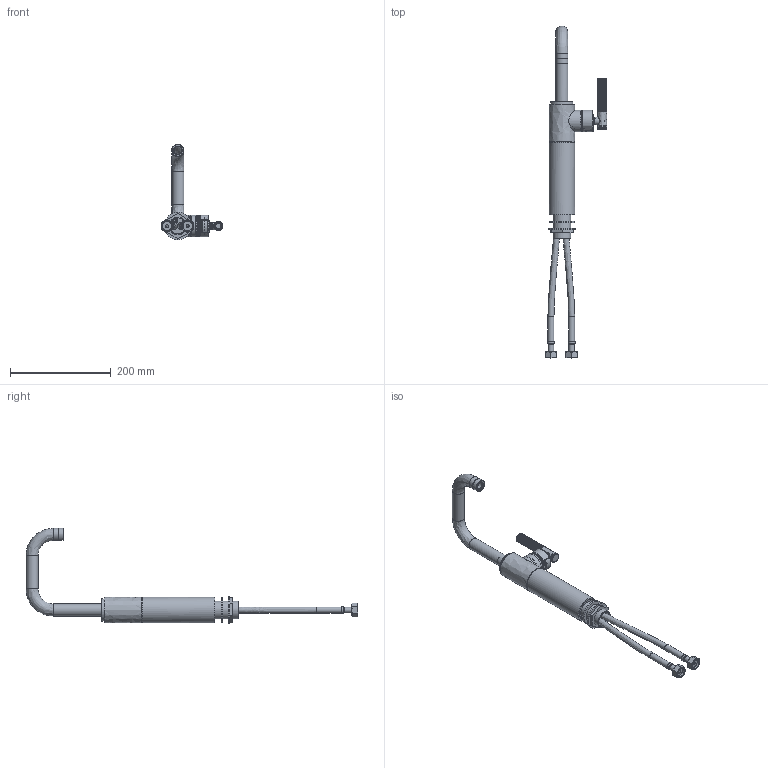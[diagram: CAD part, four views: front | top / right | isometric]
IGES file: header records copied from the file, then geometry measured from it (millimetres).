
Global section: file name: V7KA31SLL-RH; native system: Autodesk Inventor 2020; preprocessor: unknown; author: adaniels; date: 20221129.094249; units: millimetre
Bounding box: 122.41 x 658.18 x 188.99 mm (x, y, z)
Volume: 495484.2 mm3; surface area: 245123.3 mm2
Topology: 44 solids, 44 shells, 2119 faces, 5548 edges, 3611 vertices
Faces by surface type: bspline 2119
